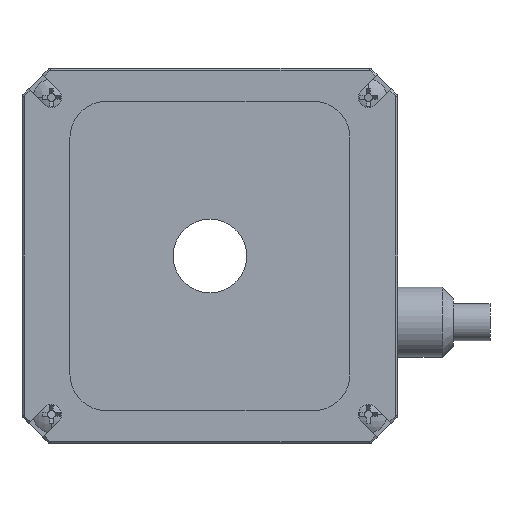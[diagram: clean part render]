
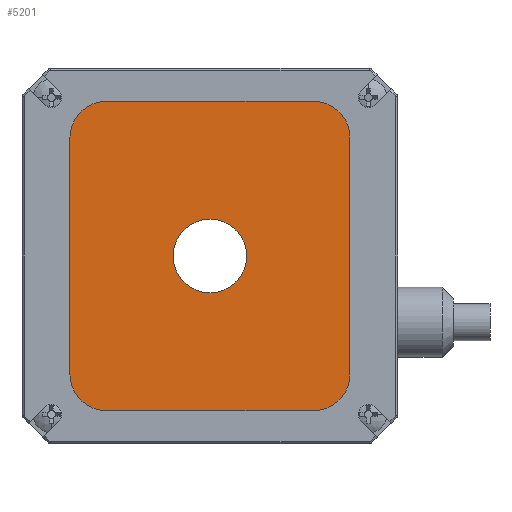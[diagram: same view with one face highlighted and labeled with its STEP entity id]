
A CAD part, front view. The second image highlights one B-rep face of the part: STEP entity #5201.
In plain terms, the highlighted planar face has unit normal (0, -1, 0).
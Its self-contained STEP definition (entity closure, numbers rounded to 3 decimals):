
#546 = CARTESIAN_POINT ( 'NONE',  ( -14., 0.2, 16. ) ) ;
#571 = CARTESIAN_POINT ( 'NONE',  ( 14., 0.2, 16. ) ) ;
#2019 = VERTEX_POINT ( 'NONE', #53625 ) ;
#2948 = VERTEX_POINT ( 'NONE', #26783 ) ;
#3407 = CIRCLE ( 'NONE', #42402, 5. ) ;
#5053 = DIRECTION ( 'NONE',  ( 0., 1., 0. ) ) ;
#5201 = ADVANCED_FACE ( 'NONE', ( #20257, #49339 ), #48520, .F. ) ;
#5943 = DIRECTION ( 'NONE',  ( 0., -1., 0. ) ) ;
#6099 = DIRECTION ( 'NONE',  ( 0., 0., 1. ) ) ;
#6129 = DIRECTION ( 'NONE',  ( 0., 0., 1. ) ) ;
#6640 = EDGE_CURVE ( 'NONE', #2948, #35599, #48184, .T. ) ;
#7002 = ORIENTED_EDGE ( 'NONE', *, *, #64341, .F. ) ;
#8101 = CARTESIAN_POINT ( 'NONE',  ( 14., 0.2, 21. ) ) ;
#8388 = AXIS2_PLACEMENT_3D ( 'NONE', #571, #38822, #6129 ) ;
#8766 = CARTESIAN_POINT ( 'NONE',  ( 19., 0.2, -16. ) ) ;
#9235 = ORIENTED_EDGE ( 'NONE', *, *, #12533, .T. ) ;
#9537 = CARTESIAN_POINT ( 'NONE',  ( -14., 0.2, -21. ) ) ;
#10439 = DIRECTION ( 'NONE',  ( 1., 0., 0. ) ) ;
#12392 = ORIENTED_EDGE ( 'NONE', *, *, #22310, .T. ) ;
#12533 = EDGE_CURVE ( 'NONE', #70854, #58095, #66213, .T. ) ;
#13001 = EDGE_CURVE ( 'NONE', #53976, #47226, #23316, .T. ) ;
#13547 = ORIENTED_EDGE ( 'NONE', *, *, #56173, .T. ) ;
#16256 = EDGE_LOOP ( 'NONE', ( #7002, #65927 ) ) ;
#17378 = AXIS2_PLACEMENT_3D ( 'NONE', #38639, #5943, #44146 ) ;
#17838 = CARTESIAN_POINT ( 'NONE',  ( -19., 0.2, -16. ) ) ;
#18676 = CARTESIAN_POINT ( 'NONE',  ( 19., 0.2, 16. ) ) ;
#20257 = FACE_OUTER_BOUND ( 'NONE', #35125, .T. ) ;
#20544 = DIRECTION ( 'NONE',  ( 0., -1., 0. ) ) ;
#21645 = DIRECTION ( 'NONE',  ( 0., -1., 0. ) ) ;
#22310 = EDGE_CURVE ( 'NONE', #35599, #29137, #43667, .T. ) ;
#22733 = DIRECTION ( 'NONE',  ( 0., 0., 1. ) ) ;
#22805 = CARTESIAN_POINT ( 'NONE',  ( 0., 0.2, -5. ) ) ;
#23316 = CIRCLE ( 'NONE', #8388, 5. ) ;
#24671 = EDGE_CURVE ( 'NONE', #58095, #48608, #48366, .T. ) ;
#25104 = CARTESIAN_POINT ( 'NONE',  ( -19., 0.2, -21. ) ) ;
#25281 = DIRECTION ( 'NONE',  ( 0., -1., 0. ) ) ;
#25612 = ORIENTED_EDGE ( 'NONE', *, *, #13001, .T. ) ;
#26783 = CARTESIAN_POINT ( 'NONE',  ( -14., 0.2, 21. ) ) ;
#27995 = CARTESIAN_POINT ( 'NONE',  ( 19., 0.2, -21. ) ) ;
#29137 = VERTEX_POINT ( 'NONE', #17838 ) ;
#29366 = VECTOR ( 'NONE', #22733, 1000. ) ;
#31100 = LINE ( 'NONE', #27995, #29366 ) ;
#31586 = VERTEX_POINT ( 'NONE', #22805 ) ;
#33239 = AXIS2_PLACEMENT_3D ( 'NONE', #58022, #25281, #63528 ) ;
#34439 = AXIS2_PLACEMENT_3D ( 'NONE', #37748, #5053, #43238 ) ;
#35125 = EDGE_LOOP ( 'NONE', ( #9235, #38016, #45457, #25612, #13547, #63159, #12392, #45454 ) ) ;
#35599 = VERTEX_POINT ( 'NONE', #61715 ) ;
#36662 = CARTESIAN_POINT ( 'NONE',  ( 14., 0.2, -21. ) ) ;
#36987 = AXIS2_PLACEMENT_3D ( 'NONE', #54444, #21645, #59949 ) ;
#37107 = VECTOR ( 'NONE', #10439, 1000. ) ;
#37540 = EDGE_CURVE ( 'NONE', #31586, #2019, #3407, .T. ) ;
#37748 = CARTESIAN_POINT ( 'NONE',  ( 0., 0.2, 0. ) ) ;
#38016 = ORIENTED_EDGE ( 'NONE', *, *, #24671, .T. ) ;
#38639 = CARTESIAN_POINT ( 'NONE',  ( 0., 0.2, 0. ) ) ;
#38795 = DIRECTION ( 'NONE',  ( 0., -1., 0. ) ) ;
#38822 = DIRECTION ( 'NONE',  ( 0., -1., 0. ) ) ;
#42402 = AXIS2_PLACEMENT_3D ( 'NONE', #53365, #20544, #58838 ) ;
#43175 = CARTESIAN_POINT ( 'NONE',  ( 19., 0.2, -21. ) ) ;
#43238 = DIRECTION ( 'NONE',  ( 0., 0., 1. ) ) ;
#43667 = LINE ( 'NONE', #25104, #58265 ) ;
#44146 = DIRECTION ( 'NONE',  ( 0., 0., 1. ) ) ;
#44998 = CARTESIAN_POINT ( 'NONE',  ( 19., 0.2, 21. ) ) ;
#45448 = CIRCLE ( 'NONE', #17378, 5. ) ;
#45454 = ORIENTED_EDGE ( 'NONE', *, *, #52741, .T. ) ;
#45457 = ORIENTED_EDGE ( 'NONE', *, *, #58180, .T. ) ;
#47226 = VERTEX_POINT ( 'NONE', #8101 ) ;
#48184 = CIRCLE ( 'NONE', #51951, 5. ) ;
#48366 = CIRCLE ( 'NONE', #33239, 5. ) ;
#48520 = PLANE ( 'NONE',  #34439 ) ;
#48608 = VERTEX_POINT ( 'NONE', #8766 ) ;
#49339 = FACE_BOUND ( 'NONE', #16256, .T. ) ;
#50483 = DIRECTION ( 'NONE',  ( -1., 0., 0. ) ) ;
#51951 = AXIS2_PLACEMENT_3D ( 'NONE', #546, #38795, #6099 ) ;
#52741 = EDGE_CURVE ( 'NONE', #29137, #70854, #63098, .T. ) ;
#53365 = CARTESIAN_POINT ( 'NONE',  ( 0., 0.2, 0. ) ) ;
#53625 = CARTESIAN_POINT ( 'NONE',  ( 0., 0.2, 5. ) ) ;
#53976 = VERTEX_POINT ( 'NONE', #18676 ) ;
#54444 = CARTESIAN_POINT ( 'NONE',  ( -14., 0.2, -16. ) ) ;
#54505 = LINE ( 'NONE', #44998, #69046 ) ;
#56173 = EDGE_CURVE ( 'NONE', #47226, #2948, #54505, .T. ) ;
#57843 = DIRECTION ( 'NONE',  ( 0., 0., -1. ) ) ;
#58022 = CARTESIAN_POINT ( 'NONE',  ( 14., 0.2, -16. ) ) ;
#58095 = VERTEX_POINT ( 'NONE', #36662 ) ;
#58180 = EDGE_CURVE ( 'NONE', #48608, #53976, #31100, .T. ) ;
#58265 = VECTOR ( 'NONE', #57843, 1000. ) ;
#58838 = DIRECTION ( 'NONE',  ( 0., 0., 1. ) ) ;
#59949 = DIRECTION ( 'NONE',  ( 0., 0., 1. ) ) ;
#61715 = CARTESIAN_POINT ( 'NONE',  ( -19., 0.2, 16. ) ) ;
#63098 = CIRCLE ( 'NONE', #36987, 5. ) ;
#63159 = ORIENTED_EDGE ( 'NONE', *, *, #6640, .T. ) ;
#63528 = DIRECTION ( 'NONE',  ( 0., 0., 1. ) ) ;
#64341 = EDGE_CURVE ( 'NONE', #2019, #31586, #45448, .T. ) ;
#65927 = ORIENTED_EDGE ( 'NONE', *, *, #37540, .F. ) ;
#66213 = LINE ( 'NONE', #43175, #37107 ) ;
#69046 = VECTOR ( 'NONE', #50483, 1000. ) ;
#70854 = VERTEX_POINT ( 'NONE', #9537 ) ;
